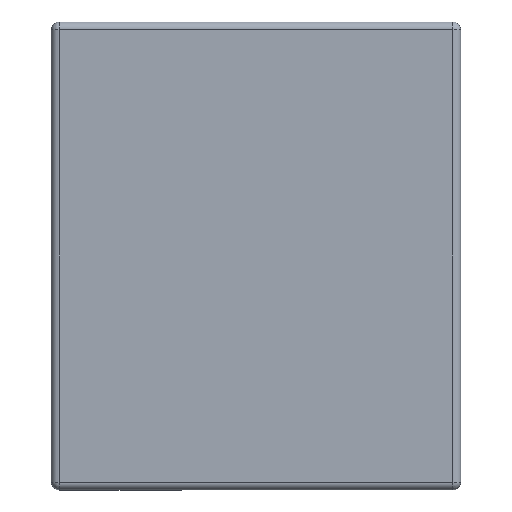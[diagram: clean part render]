
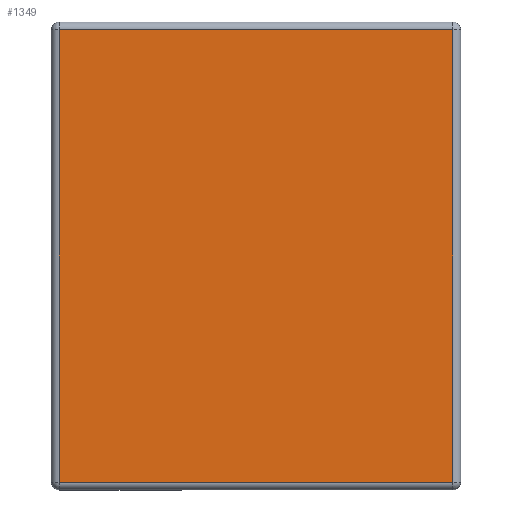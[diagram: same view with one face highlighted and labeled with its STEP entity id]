
A CAD part, front view. The second image highlights one B-rep face of the part: STEP entity #1349.
In plain terms, the highlighted planar face has unit normal (0, -1, 0).
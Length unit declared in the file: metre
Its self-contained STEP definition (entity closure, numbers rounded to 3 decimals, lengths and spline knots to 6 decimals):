
#114=LINE('',#2302,#206);
#115=LINE('',#2305,#207);
#116=LINE('',#2307,#208);
#117=LINE('',#2309,#209);
#206=VECTOR('',#1769,1.);
#207=VECTOR('',#1770,1.);
#208=VECTOR('',#1771,1.);
#209=VECTOR('',#1772,1.);
#318=ORIENTED_EDGE('',*,*,#734,.T.);
#319=ORIENTED_EDGE('',*,*,#735,.T.);
#320=ORIENTED_EDGE('',*,*,#736,.T.);
#321=ORIENTED_EDGE('',*,*,#737,.T.);
#734=EDGE_CURVE('',#942,#943,#114,.T.);
#735=EDGE_CURVE('',#943,#944,#115,.T.);
#736=EDGE_CURVE('',#944,#945,#116,.F.);
#737=EDGE_CURVE('',#945,#942,#117,.F.);
#942=VERTEX_POINT('',#2303);
#943=VERTEX_POINT('',#2304);
#944=VERTEX_POINT('',#2306);
#945=VERTEX_POINT('',#2308);
#1129=EDGE_LOOP('',(#318,#319,#320,#321));
#1223=FACE_BOUND('',#1129,.T.);
#1317=PLANE('',#1476);
#1349=ADVANCED_FACE('',(#1223),#1317,.T.);
#1476=AXIS2_PLACEMENT_3D('',#2301,#1767,#1768);
#1767=DIRECTION('',(0.,-1.,0.));
#1768=DIRECTION('',(1.,0.,0.));
#1769=DIRECTION('',(0.,0.,-1.));
#1770=DIRECTION('',(1.,0.,0.));
#1771=DIRECTION('',(0.,0.,-1.));
#1772=DIRECTION('',(1.,0.,0.));
#2301=CARTESIAN_POINT('',(0.,-0.0038,0.012));
#2302=CARTESIAN_POINT('',(-0.0101,-0.0038,0.));
#2303=CARTESIAN_POINT('',(-0.0101,-0.0038,0.0236));
#2304=CARTESIAN_POINT('',(-0.0101,-0.0038,0.0004));
#2305=CARTESIAN_POINT('',(0.0105,-0.0038,0.0004));
#2306=CARTESIAN_POINT('',(0.0101,-0.0038,0.0004));
#2307=CARTESIAN_POINT('',(0.0101,-0.0038,0.012));
#2308=CARTESIAN_POINT('',(0.0101,-0.0038,0.0236));
#2309=CARTESIAN_POINT('',(0.,-0.0038,0.0236));
